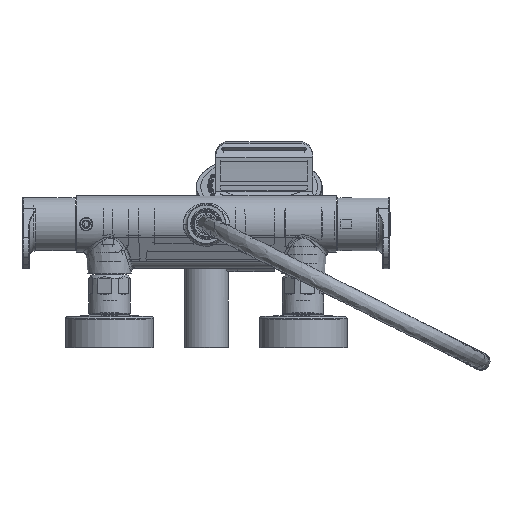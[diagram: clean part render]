
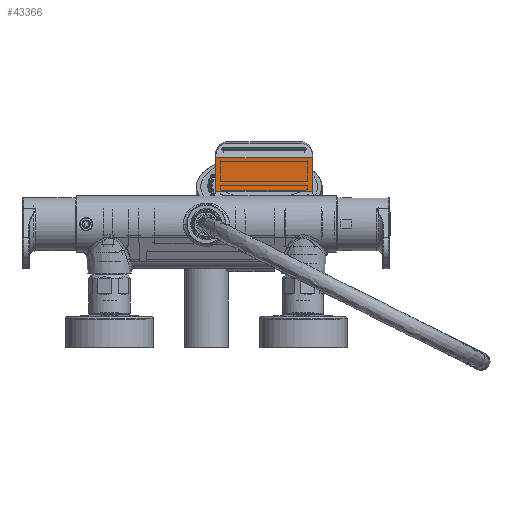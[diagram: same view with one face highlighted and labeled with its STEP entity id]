
A CAD part, front view. The second image highlights one B-rep face of the part: STEP entity #43366.
In plain terms, the highlighted cylindrical face has radius 284.75 mm (diameter 569.5 mm), a partial arc.
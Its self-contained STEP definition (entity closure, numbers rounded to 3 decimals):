
#2876 = CIRCLE ( 'NONE', #7762, 284.75 ) ;
#2998 = VERTEX_POINT ( 'NONE', #5907 ) ;
#4300 = AXIS2_PLACEMENT_3D ( 'NONE', #27812, #54875, #49668 ) ;
#5907 = CARTESIAN_POINT ( 'NONE',  ( 7.25, 5.938, 25.474 ) ) ;
#7762 = AXIS2_PLACEMENT_3D ( 'NONE', #41536, #21177, #41306 ) ;
#9592 = DIRECTION ( 'NONE',  ( 1., 0., 0. ) ) ;
#12637 = EDGE_CURVE ( 'NONE', #2998, #14426, #50034, .T. ) ;
#12905 = CARTESIAN_POINT ( 'NONE',  ( 81.75, 4.328, 50.945 ) ) ;
#13717 = DIRECTION ( 'NONE',  ( 1., 0., 0. ) ) ;
#14426 = VERTEX_POINT ( 'NONE', #39165 ) ;
#17042 = EDGE_CURVE ( 'NONE', #67226, #54824, #27395, .T. ) ;
#20934 = VECTOR ( 'NONE', #13717, 1000. ) ;
#21177 = DIRECTION ( 'NONE',  ( -1., 0., 0. ) ) ;
#27395 = LINE ( 'NONE', #40435, #61384 ) ;
#27812 = CARTESIAN_POINT ( 'NONE',  ( 93.1, -278.764, 20.268 ) ) ;
#32638 = AXIS2_PLACEMENT_3D ( 'NONE', #64411, #32943, #43796 ) ;
#32943 = DIRECTION ( 'NONE',  ( 1., 0., 0. ) ) ;
#33734 = CARTESIAN_POINT ( 'NONE',  ( 7.25, 4.328, 50.945 ) ) ;
#34461 = ORIENTED_EDGE ( 'NONE', *, *, #58473, .F. ) ;
#39165 = CARTESIAN_POINT ( 'NONE',  ( 81.75, 5.938, 25.474 ) ) ;
#40435 = CARTESIAN_POINT ( 'NONE',  ( 93.1, 4.328, 50.945 ) ) ;
#41306 = DIRECTION ( 'NONE',  ( 0., 1., 0. ) ) ;
#41536 = CARTESIAN_POINT ( 'NONE',  ( 81.75, -278.764, 20.268 ) ) ;
#43366 = ADVANCED_FACE ( 'NONE', ( #59672 ), #65345, .F. ) ;
#43541 = EDGE_CURVE ( 'NONE', #54824, #14426, #2876, .T. ) ;
#43796 = DIRECTION ( 'NONE',  ( 0., 1., 0. ) ) ;
#44512 = ORIENTED_EDGE ( 'NONE', *, *, #17042, .F. ) ;
#46830 = CIRCLE ( 'NONE', #32638, 284.75 ) ;
#49668 = DIRECTION ( 'NONE',  ( 0., 1., 0. ) ) ;
#50034 = LINE ( 'NONE', #66221, #20934 ) ;
#54333 = ORIENTED_EDGE ( 'NONE', *, *, #43541, .F. ) ;
#54824 = VERTEX_POINT ( 'NONE', #12905 ) ;
#54875 = DIRECTION ( 'NONE',  ( -1., 0., 0. ) ) ;
#54998 = ORIENTED_EDGE ( 'NONE', *, *, #12637, .T. ) ;
#58473 = EDGE_CURVE ( 'NONE', #2998, #67226, #46830, .T. ) ;
#59672 = FACE_OUTER_BOUND ( 'NONE', #59735, .T. ) ;
#59735 = EDGE_LOOP ( 'NONE', ( #54998, #54333, #44512, #34461 ) ) ;
#61384 = VECTOR ( 'NONE', #9592, 1000. ) ;
#64411 = CARTESIAN_POINT ( 'NONE',  ( 7.25, -278.764, 20.268 ) ) ;
#65345 = CYLINDRICAL_SURFACE ( 'NONE', #4300, 284.75 ) ;
#66221 = CARTESIAN_POINT ( 'NONE',  ( 360.72, 5.938, 25.474 ) ) ;
#67226 = VERTEX_POINT ( 'NONE', #33734 ) ;
